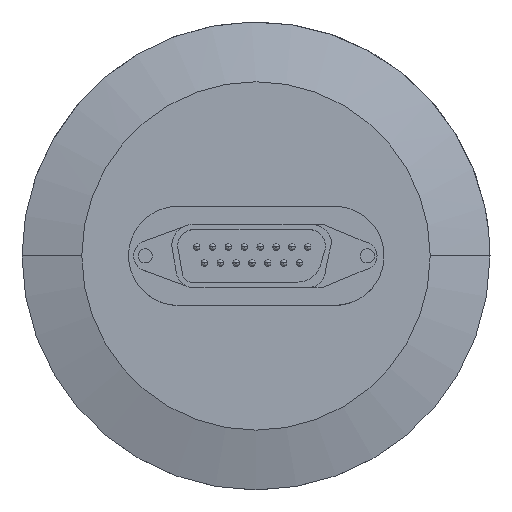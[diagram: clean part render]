
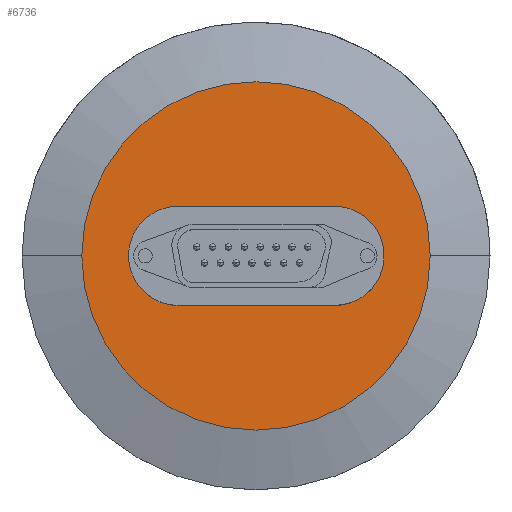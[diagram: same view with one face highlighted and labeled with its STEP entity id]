
A CAD part, top view. The second image highlights one B-rep face of the part: STEP entity #6736.
In plain terms, the highlighted planar face has unit normal (0, 0, 1).
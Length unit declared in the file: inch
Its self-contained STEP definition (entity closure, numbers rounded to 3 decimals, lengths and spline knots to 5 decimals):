
#22 = CARTESIAN_POINT ( 'NONE',  ( -0.56133, -0.60355, 0.2 ) ) ;
#58 = DIRECTION ( 'NONE',  ( 0., 0., -1. ) ) ;
#70 = CIRCLE ( 'NONE', #313, 0.3125 ) ;
#108 = DIRECTION ( 'NONE',  ( -1., 0., 0. ) ) ;
#252 = VERTEX_POINT ( 'NONE', #3584 ) ;
#313 = AXIS2_PLACEMENT_3D ( 'NONE', #5908, #4264, #4764 ) ;
#342 = DIRECTION ( 'NONE',  ( 0., 0., -1. ) ) ;
#356 = EDGE_LOOP ( 'NONE', ( #3850, #6560, #1387, #2673, #3862, #6377, #3290 ) ) ;
#480 = CARTESIAN_POINT ( 'NONE',  ( 1.02777, -0.60355, 0.2 ) ) ;
#532 = VERTEX_POINT ( 'NONE', #3951 ) ;
#565 = EDGE_CURVE ( 'NONE', #2770, #5812, #1954, .T. ) ;
#583 = EDGE_CURVE ( 'NONE', #6292, #4998, #696, .T. ) ;
#639 = CARTESIAN_POINT ( 'NONE',  ( -0.60078, -0.29355, 0.2 ) ) ;
#683 = DIRECTION ( 'NONE',  ( 1., 0., 0. ) ) ;
#691 = VERTEX_POINT ( 'NONE', #2930 ) ;
#696 = CIRCLE ( 'NONE', #2899, 1.09806 ) ;
#844 = EDGE_CURVE ( 'NONE', #532, #4375, #1362, .T. ) ;
#982 = CARTESIAN_POINT ( 'NONE',  ( 0.42467, -0.60355, 0.2 ) ) ;
#1261 = DIRECTION ( 'NONE',  ( -1., 0., 0. ) ) ;
#1362 = CIRCLE ( 'NONE', #3939, 0.3125 ) ;
#1381 = FACE_OUTER_BOUND ( 'NONE', #5090, .T. ) ;
#1387 = ORIENTED_EDGE ( 'NONE', *, *, #4651, .T. ) ;
#1429 = DIRECTION ( 'NONE',  ( -1., 0., 0. ) ) ;
#1520 = DIRECTION ( 'NONE',  ( 0., 0., -1. ) ) ;
#1647 = AXIS2_PLACEMENT_3D ( 'NONE', #6486, #58, #3286 ) ;
#1706 = CARTESIAN_POINT ( 'NONE',  ( -0.07029, -0.60355, 0.2 ) ) ;
#1723 = AXIS2_PLACEMENT_3D ( 'NONE', #6797, #342, #1429 ) ;
#1739 = ORIENTED_EDGE ( 'NONE', *, *, #583, .F. ) ;
#1776 = EDGE_CURVE ( 'NONE', #691, #532, #3653, .T. ) ;
#1875 = EDGE_CURVE ( 'NONE', #4375, #6423, #4225, .T. ) ;
#1954 = LINE ( 'NONE', #3373, #3489 ) ;
#1997 = CIRCLE ( 'NONE', #3645, 0.3125 ) ;
#2048 = CARTESIAN_POINT ( 'NONE',  ( -0.87383, -0.60355, 0.2 ) ) ;
#2089 = AXIS2_PLACEMENT_3D ( 'NONE', #3340, #5518, #1261 ) ;
#2174 = PLANE ( 'NONE',  #1647 ) ;
#2233 = AXIS2_PLACEMENT_3D ( 'NONE', #5190, #3597, #5728 ) ;
#2325 = CARTESIAN_POINT ( 'NONE',  ( -0.56133, -0.29105, 0.2 ) ) ;
#2338 = DIRECTION ( 'NONE',  ( -1., 0., 0. ) ) ;
#2673 = ORIENTED_EDGE ( 'NONE', *, *, #1776, .T. ) ;
#2759 = CARTESIAN_POINT ( 'NONE',  ( -0.56133, -0.91605, 0.2 ) ) ;
#2770 = VERTEX_POINT ( 'NONE', #2325 ) ;
#2825 = FACE_BOUND ( 'NONE', #356, .T. ) ;
#2899 = AXIS2_PLACEMENT_3D ( 'NONE', #1706, #6078, #2338 ) ;
#2930 = CARTESIAN_POINT ( 'NONE',  ( 0.42467, -0.91605, 0.2 ) ) ;
#3004 = ORIENTED_EDGE ( 'NONE', *, *, #5625, .F. ) ;
#3286 = DIRECTION ( 'NONE',  ( -1., 0., 0. ) ) ;
#3290 = ORIENTED_EDGE ( 'NONE', *, *, #5552, .T. ) ;
#3340 = CARTESIAN_POINT ( 'NONE',  ( -0.56133, -0.60355, 0.2 ) ) ;
#3373 = CARTESIAN_POINT ( 'NONE',  ( 0.42467, -0.29105, 0.2 ) ) ;
#3425 = CIRCLE ( 'NONE', #2233, 1.09806 ) ;
#3489 = VECTOR ( 'NONE', #683, 39.37008 ) ;
#3584 = CARTESIAN_POINT ( 'NONE',  ( 0.46412, -0.29355, 0.2 ) ) ;
#3597 = DIRECTION ( 'NONE',  ( 0., 0., -1. ) ) ;
#3645 = AXIS2_PLACEMENT_3D ( 'NONE', #982, #1520, #4753 ) ;
#3653 = LINE ( 'NONE', #2759, #5997 ) ;
#3738 = DIRECTION ( 'NONE',  ( -1., 0., 0. ) ) ;
#3772 = CARTESIAN_POINT ( 'NONE',  ( 0.42467, -0.29105, 0.2 ) ) ;
#3850 = ORIENTED_EDGE ( 'NONE', *, *, #565, .T. ) ;
#3862 = ORIENTED_EDGE ( 'NONE', *, *, #844, .T. ) ;
#3939 = AXIS2_PLACEMENT_3D ( 'NONE', #22, #6386, #3738 ) ;
#3951 = CARTESIAN_POINT ( 'NONE',  ( -0.56133, -0.91605, 0.2 ) ) ;
#4005 = CARTESIAN_POINT ( 'NONE',  ( -1.16835, -0.60355, 0.2 ) ) ;
#4225 = CIRCLE ( 'NONE', #2089, 0.3125 ) ;
#4264 = DIRECTION ( 'NONE',  ( 0., 0., -1. ) ) ;
#4375 = VERTEX_POINT ( 'NONE', #2048 ) ;
#4651 = EDGE_CURVE ( 'NONE', #252, #691, #1997, .T. ) ;
#4753 = DIRECTION ( 'NONE',  ( -1., 0., 0. ) ) ;
#4764 = DIRECTION ( 'NONE',  ( -1., 0., 0. ) ) ;
#4998 = VERTEX_POINT ( 'NONE', #4005 ) ;
#5090 = EDGE_LOOP ( 'NONE', ( #3004, #1739 ) ) ;
#5110 = CIRCLE ( 'NONE', #1723, 0.3125 ) ;
#5190 = CARTESIAN_POINT ( 'NONE',  ( -0.07029, -0.60355, 0.2 ) ) ;
#5518 = DIRECTION ( 'NONE',  ( 0., 0., -1. ) ) ;
#5552 = EDGE_CURVE ( 'NONE', #6423, #2770, #5110, .T. ) ;
#5625 = EDGE_CURVE ( 'NONE', #4998, #6292, #3425, .T. ) ;
#5678 = EDGE_CURVE ( 'NONE', #5812, #252, #70, .T. ) ;
#5728 = DIRECTION ( 'NONE',  ( -1., 0., 0. ) ) ;
#5812 = VERTEX_POINT ( 'NONE', #3772 ) ;
#5908 = CARTESIAN_POINT ( 'NONE',  ( 0.42467, -0.60355, 0.2 ) ) ;
#5997 = VECTOR ( 'NONE', #108, 39.37008 ) ;
#6078 = DIRECTION ( 'NONE',  ( 0., 0., -1. ) ) ;
#6292 = VERTEX_POINT ( 'NONE', #480 ) ;
#6377 = ORIENTED_EDGE ( 'NONE', *, *, #1875, .T. ) ;
#6386 = DIRECTION ( 'NONE',  ( 0., 0., -1. ) ) ;
#6423 = VERTEX_POINT ( 'NONE', #639 ) ;
#6486 = CARTESIAN_POINT ( 'NONE',  ( -0.07029, -0.60355, 0.2 ) ) ;
#6560 = ORIENTED_EDGE ( 'NONE', *, *, #5678, .T. ) ;
#6736 = ADVANCED_FACE ( 'NONE', ( #2825, #1381 ), #2174, .F. ) ;
#6797 = CARTESIAN_POINT ( 'NONE',  ( -0.56133, -0.60355, 0.2 ) ) ;
